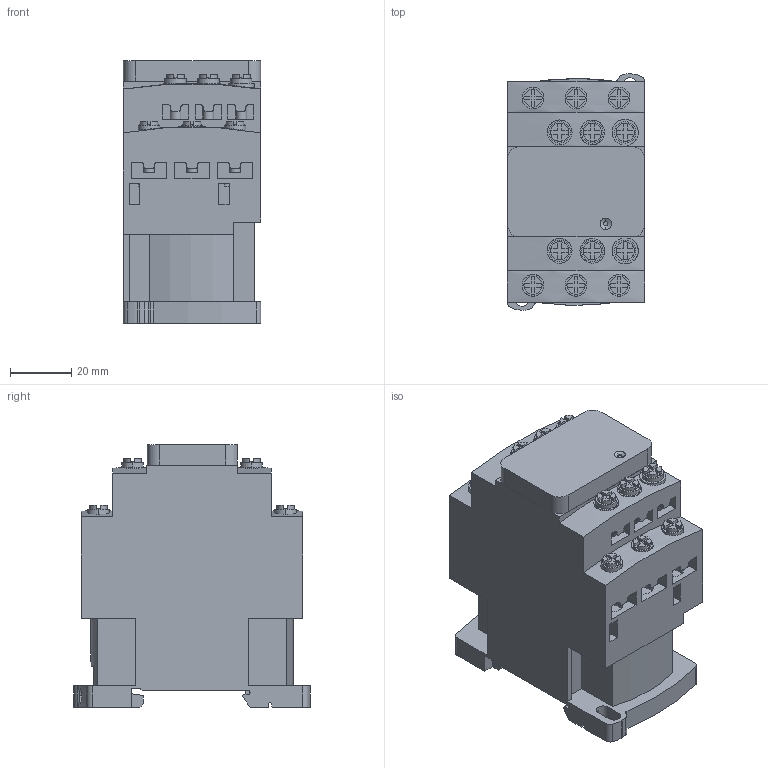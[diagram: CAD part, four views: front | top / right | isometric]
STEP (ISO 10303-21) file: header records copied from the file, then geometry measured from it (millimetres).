
FILE_DESCRIPTION((''),'2;1');
FILE_NAME('LC1D066-186-3D_ASM','2021-09-23T13:48:32',('SESA540900'),('Schneider-Electric'),'CREO PARAMETRIC BY PTC INC, 2019471','CREO PARAMETRIC BY PTC INC, 2019471','');
FILE_SCHEMA(('AP242_MANAGED_MODEL_BASED_3D_ENGINEERING_MIM_LF { 1 0 10303 442 1 1 4 }'));
Products named in the file (2): LC1D066-186-3D-SIMPLIFIED; LC1D066-186-3D_ASM
Assembly tree (1 placements, depth 2):
  LC1D066-186-3D_ASM
    LC1D066-186-3D-SIMPLIFIED
Bounding box: 44.8 x 77 x 85.55 mm (x, y, z)
Volume: 199006 mm3; surface area: 44035.3 mm2
Topology: 8 solids, 8 shells, 887 faces, 2505 edges, 1731 vertices
Faces by surface type: plane 583, cylinder 272, extrusion 30, cone 2
Entity records: 68258 total; most frequent: CARTESIAN_POINT 34413, ORIENTED_EDGE 4848, DIRECTION 4700, PRESENTATION_STYLE_ASSIGNMENT 2785, STYLED_ITEM 2525, CURVE_STYLE 2508, EDGE_CURVE 2424, VECTOR 1748
